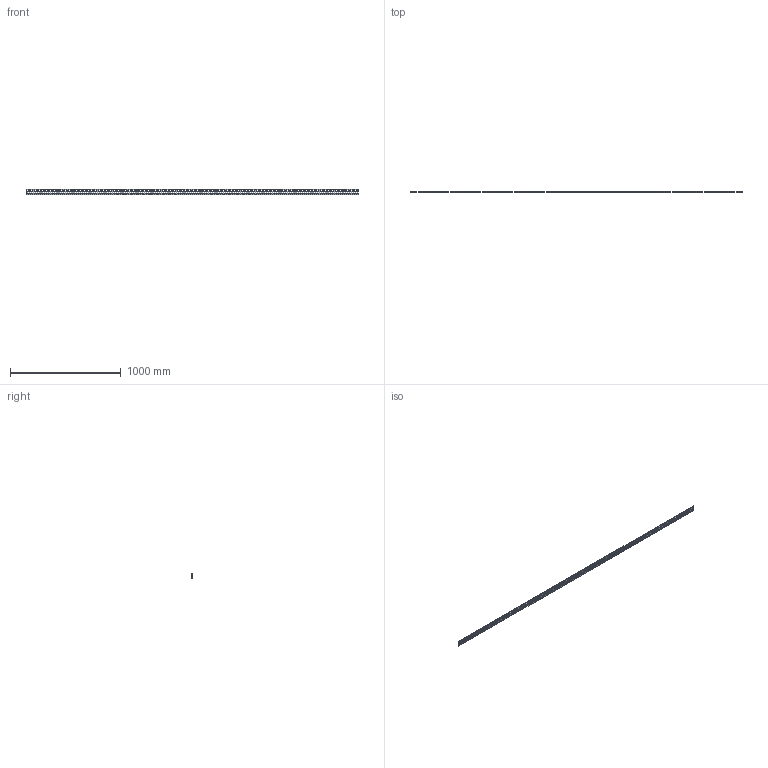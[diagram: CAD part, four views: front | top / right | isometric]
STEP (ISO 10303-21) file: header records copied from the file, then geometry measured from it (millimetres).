
FILE_DESCRIPTION (( 'STEP AP214' ), '1' );
FILE_NAME ('7104669.stp', '2017-01-09T14:46:57', ( '' ), ( '' ), 'SwSTEP 2.0', 'SolidWorks 2016', '' );
FILE_SCHEMA (( 'AUTOMOTIVE_DESIGN' ));
Length unit declared in the file: millimetre
Products named in the file (1): 7104669
Bounding box: 3000 x 4 x 50 mm (x, y, z)
Volume: 453126.3 mm3; surface area: 304482.3 mm2
Topology: 1 solids, 1 shells, 1244 faces, 3726 edges, 2484 vertices
Faces by surface type: cylinder 707, plane 537
Entity records: 43514 total; most frequent: DIRECTION 7630, CARTESIAN_POINT 7455, ORIENTED_EDGE 7452, EDGE_CURVE 3726, AXIS2_PLACEMENT_3D 2659, VERTEX_POINT 2484, VECTOR 2312, LINE 2312
